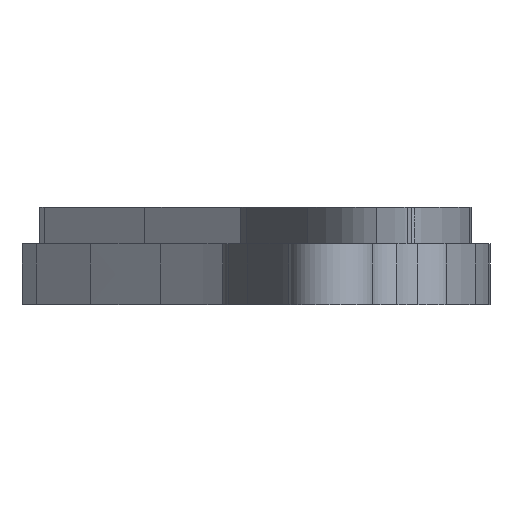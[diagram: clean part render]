
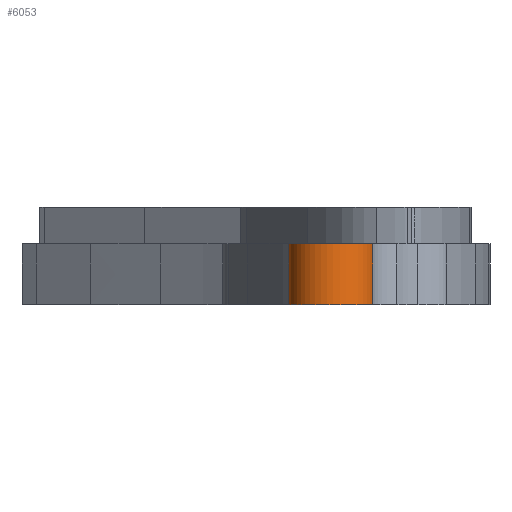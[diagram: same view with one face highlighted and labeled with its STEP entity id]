
A CAD part, left-side view. The second image highlights one B-rep face of the part: STEP entity #6053.
In plain terms, the highlighted free-form (B-spline) face has degree [2, 1] with [5, 2] control points.
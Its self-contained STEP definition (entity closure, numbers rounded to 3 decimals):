
#3370 = VERTEX_POINT('',#3371);
#3371 = CARTESIAN_POINT('',(105.149,-77.716,
    26.169));
#3377 = EDGE_CURVE('',#3370,#3378,#3380,.T.);
#3378 = VERTEX_POINT('',#3379);
#3379 = CARTESIAN_POINT('',(98.262,-88.348,
    26.169));
#3380 = ( BOUNDED_CURVE() B_SPLINE_CURVE(2,(#3381,#3382,#3383,#3384,
#3385),.UNSPECIFIED.,.F.,.F.) B_SPLINE_CURVE_WITH_KNOTS((3,2,3),(
    0.783,2.567,4.351),
.PIECEWISE_BEZIER_KNOTS.) CURVE() GEOMETRIC_REPRESENTATION_ITEM() 
RATIONAL_B_SPLINE_CURVE((1.,0.628,1.,0.628,1.)) 
REPRESENTATION_ITEM('') );
#3381 = CARTESIAN_POINT('',(105.149,-77.716,
    26.169));
#3382 = CARTESIAN_POINT('',(99.482,-72.02,
    26.169));
#3383 = CARTESIAN_POINT('',(95.115,-78.763,
    26.169));
#3384 = CARTESIAN_POINT('',(90.747,-85.507,
    26.169));
#3385 = CARTESIAN_POINT('',(98.262,-88.348,
    26.169));
#5974 = VERTEX_POINT('',#5975);
#5975 = CARTESIAN_POINT('',(105.149,-77.716,
    35.242));
#5981 = EDGE_CURVE('',#5974,#5982,#5984,.T.);
#5982 = VERTEX_POINT('',#5983);
#5983 = CARTESIAN_POINT('',(98.262,-88.348,
    35.242));
#5984 = ( BOUNDED_CURVE() B_SPLINE_CURVE(2,(#5985,#5986,#5987,#5988,
#5989),.UNSPECIFIED.,.F.,.F.) B_SPLINE_CURVE_WITH_KNOTS((3,2,3),(
    0.783,2.567,4.351),
.PIECEWISE_BEZIER_KNOTS.) CURVE() GEOMETRIC_REPRESENTATION_ITEM() 
RATIONAL_B_SPLINE_CURVE((1.,0.628,1.,0.628,1.)) 
REPRESENTATION_ITEM('') );
#5985 = CARTESIAN_POINT('',(105.149,-77.716,
    35.242));
#5986 = CARTESIAN_POINT('',(99.482,-72.02,
    35.242));
#5987 = CARTESIAN_POINT('',(95.115,-78.763,
    35.242));
#5988 = CARTESIAN_POINT('',(90.747,-85.507,
    35.242));
#5989 = CARTESIAN_POINT('',(98.262,-88.348,
    35.242));
#6024 = EDGE_CURVE('',#5982,#3378,#6025,.T.);
#6025 = B_SPLINE_CURVE_WITH_KNOTS('',1,(#6026,#6027),.UNSPECIFIED.,.F.,
  .F.,(2,2),(0.,6.668),.PIECEWISE_BEZIER_KNOTS.);
#6026 = CARTESIAN_POINT('',(98.262,-88.348,
    35.242));
#6027 = CARTESIAN_POINT('',(98.262,-88.348,
    26.169));
#6040 = EDGE_CURVE('',#5974,#3370,#6041,.T.);
#6041 = B_SPLINE_CURVE_WITH_KNOTS('',1,(#6042,#6043),.UNSPECIFIED.,.F.,
  .F.,(2,2),(0.,6.668),.PIECEWISE_BEZIER_KNOTS.);
#6042 = CARTESIAN_POINT('',(105.149,-77.716,
    35.242));
#6043 = CARTESIAN_POINT('',(105.149,-77.716,
    26.169));
#6053 = ADVANCED_FACE('',(#6054),#6060,.T.);
#6054 = FACE_BOUND('',#6055,.T.);
#6055 = EDGE_LOOP('',(#6056,#6057,#6058,#6059));
#6056 = ORIENTED_EDGE('',*,*,#6040,.T.);
#6057 = ORIENTED_EDGE('',*,*,#3377,.T.);
#6058 = ORIENTED_EDGE('',*,*,#6024,.F.);
#6059 = ORIENTED_EDGE('',*,*,#5981,.F.);
#6060 = ( BOUNDED_SURFACE() B_SPLINE_SURFACE(2,1,(
    (#6061,#6062)
    ,(#6063,#6064)
    ,(#6065,#6066)
    ,(#6067,#6068)
    ,(#6069,#6070
)),.UNSPECIFIED.,.F.,.F.,.F.) B_SPLINE_SURFACE_WITH_KNOTS((3,2,3),(2,2),
  (0.783,2.567,4.351),(-6.668,0.),
.PIECEWISE_BEZIER_KNOTS.) GEOMETRIC_REPRESENTATION_ITEM() 
RATIONAL_B_SPLINE_SURFACE((
    (1.,1.)
    ,(0.628,0.628)
    ,(1.,1.)
    ,(0.628,0.628)
,(1.,1.))) REPRESENTATION_ITEM('') SURFACE() );
#6061 = CARTESIAN_POINT('',(105.149,-77.716,
    26.169));
#6062 = CARTESIAN_POINT('',(105.149,-77.716,
    35.242));
#6063 = CARTESIAN_POINT('',(99.482,-72.02,
    26.169));
#6064 = CARTESIAN_POINT('',(99.482,-72.02,
    35.242));
#6065 = CARTESIAN_POINT('',(95.115,-78.763,
    26.169));
#6066 = CARTESIAN_POINT('',(95.115,-78.763,
    35.242));
#6067 = CARTESIAN_POINT('',(90.747,-85.507,
    26.169));
#6068 = CARTESIAN_POINT('',(90.747,-85.507,
    35.242));
#6069 = CARTESIAN_POINT('',(98.262,-88.348,
    26.169));
#6070 = CARTESIAN_POINT('',(98.262,-88.348,
    35.242));
